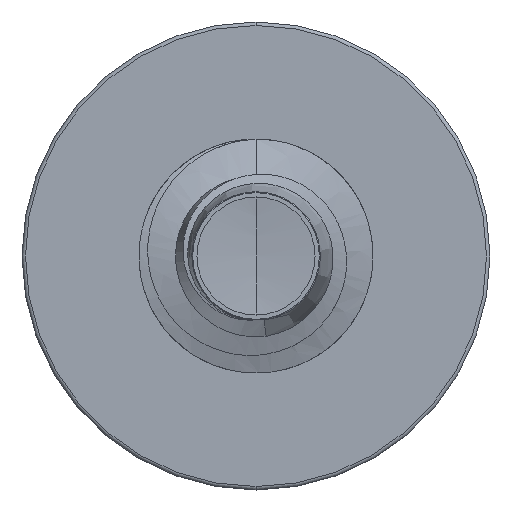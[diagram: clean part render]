
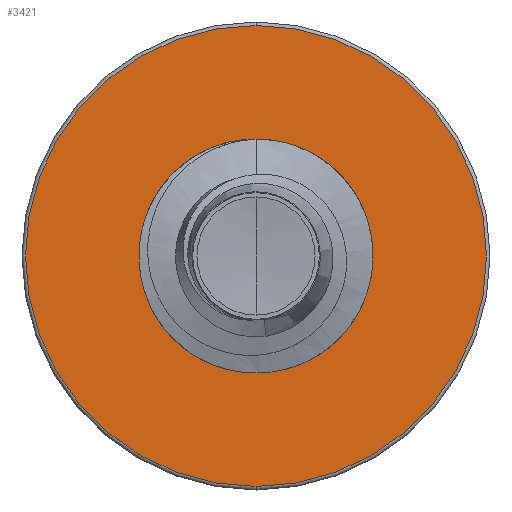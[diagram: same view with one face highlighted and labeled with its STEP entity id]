
A CAD part, front view. The second image highlights one B-rep face of the part: STEP entity #3421.
In plain terms, the highlighted planar face has unit normal (0, -1, 0).
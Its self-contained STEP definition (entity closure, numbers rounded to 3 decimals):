
#47 = CARTESIAN_POINT ( 'NONE',  ( 0., 7., -1.722 ) ) ;
#73 = DIRECTION ( 'NONE',  ( 0., 0., 1. ) ) ;
#84 = AXIS2_PLACEMENT_3D ( 'NONE', #3689, #9739, #4537 ) ;
#439 = AXIS2_PLACEMENT_3D ( 'NONE', #47, #7803, #7843 ) ;
#485 = CIRCLE ( 'NONE', #6117, 1.722 ) ;
#739 = EDGE_LOOP ( 'NONE', ( #7468, #1673 ) ) ;
#919 = ORIENTED_EDGE ( 'NONE', *, *, #8276, .F. ) ;
#1428 = AXIS2_PLACEMENT_3D ( 'NONE', #10405, #5209, #73 ) ;
#1673 = ORIENTED_EDGE ( 'NONE', *, *, #5299, .T. ) ;
#1838 = PLANE ( 'NONE',  #439 ) ;
#2311 = VERTEX_POINT ( 'NONE', #2777 ) ;
#2777 = CARTESIAN_POINT ( 'NONE',  ( 0., 7., 3.448 ) ) ;
#2889 = VERTEX_POINT ( 'NONE', #8216 ) ;
#3421 = ADVANCED_FACE ( 'NONE', ( #11116, #4060 ), #1838, .F. ) ;
#3521 = CARTESIAN_POINT ( 'NONE',  ( 0., 7., 1.722 ) ) ;
#3644 = DIRECTION ( 'NONE',  ( 0., 1., 0. ) ) ;
#3689 = CARTESIAN_POINT ( 'NONE',  ( 0., 7., 0. ) ) ;
#4060 = FACE_BOUND ( 'NONE', #739, .T. ) ;
#4298 = EDGE_LOOP ( 'NONE', ( #919, #8098 ) ) ;
#4537 = DIRECTION ( 'NONE',  ( 0., 0., 1. ) ) ;
#4861 = DIRECTION ( 'NONE',  ( 0., 1., 0. ) ) ;
#4968 = CIRCLE ( 'NONE', #84, 3.448 ) ;
#5209 = DIRECTION ( 'NONE',  ( 0., 1., 0. ) ) ;
#5299 = EDGE_CURVE ( 'NONE', #2889, #5949, #485, .T. ) ;
#5949 = VERTEX_POINT ( 'NONE', #3521 ) ;
#6117 = AXIS2_PLACEMENT_3D ( 'NONE', #10063, #4861, #10901 ) ;
#6384 = EDGE_CURVE ( 'NONE', #8628, #2311, #4968, .T. ) ;
#6453 = CARTESIAN_POINT ( 'NONE',  ( 0., 7., -3.447 ) ) ;
#6959 = EDGE_CURVE ( 'NONE', #5949, #2889, #10817, .T. ) ;
#7468 = ORIENTED_EDGE ( 'NONE', *, *, #6959, .T. ) ;
#7803 = DIRECTION ( 'NONE',  ( 0., 1., 0. ) ) ;
#7843 = DIRECTION ( 'NONE',  ( 0., 0., 1. ) ) ;
#8098 = ORIENTED_EDGE ( 'NONE', *, *, #6384, .F. ) ;
#8216 = CARTESIAN_POINT ( 'NONE',  ( 0., 7., -1.722 ) ) ;
#8276 = EDGE_CURVE ( 'NONE', #2311, #8628, #10949, .T. ) ;
#8628 = VERTEX_POINT ( 'NONE', #6453 ) ;
#8807 = AXIS2_PLACEMENT_3D ( 'NONE', #8852, #3644, #9694 ) ;
#8852 = CARTESIAN_POINT ( 'NONE',  ( 0., 7., 0. ) ) ;
#9694 = DIRECTION ( 'NONE',  ( 0., 0., 1. ) ) ;
#9739 = DIRECTION ( 'NONE',  ( 0., 1., 0. ) ) ;
#10063 = CARTESIAN_POINT ( 'NONE',  ( 0., 7., 0. ) ) ;
#10405 = CARTESIAN_POINT ( 'NONE',  ( 0., 7., 0. ) ) ;
#10817 = CIRCLE ( 'NONE', #8807, 1.722 ) ;
#10901 = DIRECTION ( 'NONE',  ( 0., 0., 1. ) ) ;
#10949 = CIRCLE ( 'NONE', #1428, 3.448 ) ;
#11116 = FACE_OUTER_BOUND ( 'NONE', #4298, .T. ) ;
